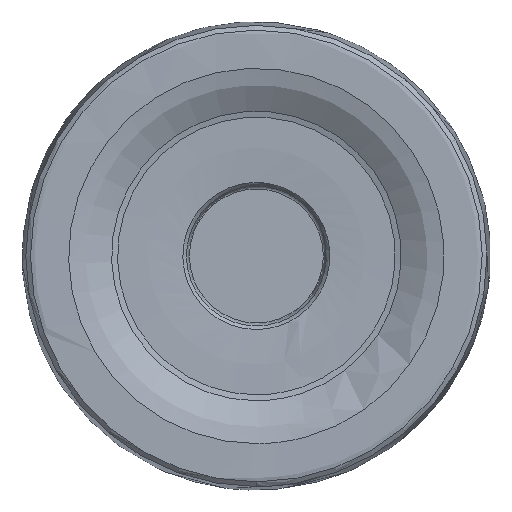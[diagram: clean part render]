
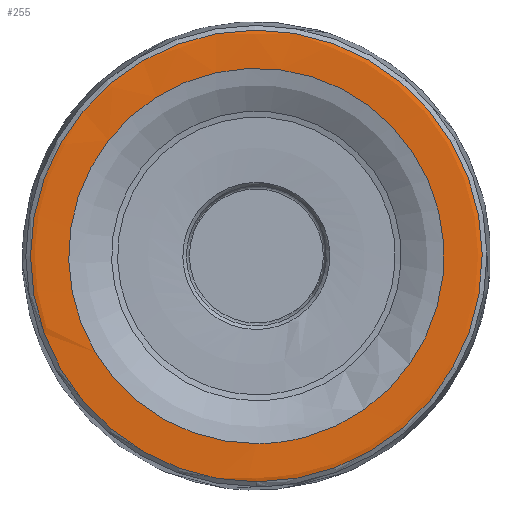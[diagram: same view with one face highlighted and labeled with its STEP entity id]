
A CAD part, left-side view. The second image highlights one B-rep face of the part: STEP entity #255.
In plain terms, the highlighted face is a revolution surface.
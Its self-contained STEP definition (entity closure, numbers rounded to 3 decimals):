
#24=SURFACE_OF_REVOLUTION('',#52,#38);
#38=AXIS1_PLACEMENT('',#802,#692);
#52=B_SPLINE_CURVE_WITH_KNOTS('',3,(#790,#791,#792,#793,#794,#795,#796,
#797,#798,#799,#800,#801),.UNSPECIFIED.,.F.,.F.,(4,2,2,2,2,4),(0.,0.125,
0.25,0.5,0.75,1.),.UNSPECIFIED.);
#255=ADVANCED_FACE('',(#308,#309),#24,.T.);
#308=FACE_BOUND('',#372,.T.);
#309=FACE_BOUND('',#373,.T.);
#372=EDGE_LOOP('',(#436));
#373=EDGE_LOOP('',(#437));
#436=ORIENTED_EDGE('',*,*,#514,.F.);
#437=ORIENTED_EDGE('',*,*,#515,.T.);
#482=VERTEX_POINT('',#787);
#483=VERTEX_POINT('',#789);
#514=EDGE_CURVE('',#482,#482,#546,.T.);
#515=EDGE_CURVE('',#483,#483,#547,.T.);
#546=CIRCLE('',#598,13.496);
#547=CIRCLE('',#599,11.215);
#598=AXIS2_PLACEMENT_3D('',#786,#688,#689);
#599=AXIS2_PLACEMENT_3D('',#788,#690,#691);
#688=DIRECTION('',(1.,0.,0.));
#689=DIRECTION('',(0.,0.,-1.));
#690=DIRECTION('',(1.,0.,0.));
#691=DIRECTION('',(0.,0.,-1.));
#692=DIRECTION('',(1.,0.,0.));
#786=CARTESIAN_POINT('',(0.084,0.,0.));
#787=CARTESIAN_POINT('',(0.084,0.,-13.496));
#788=CARTESIAN_POINT('',(0.037,0.,0.));
#789=CARTESIAN_POINT('',(0.037,0.,-11.215));
#790=CARTESIAN_POINT('',(0.037,-11.205,0.468));
#791=CARTESIAN_POINT('',(0.046,-11.3,0.448));
#792=CARTESIAN_POINT('',(0.039,-11.397,0.43));
#793=CARTESIAN_POINT('',(0.036,-11.589,0.393));
#794=CARTESIAN_POINT('',(0.035,-11.685,0.375));
#795=CARTESIAN_POINT('',(0.033,-11.972,0.319));
#796=CARTESIAN_POINT('',(0.033,-12.164,0.282));
#797=CARTESIAN_POINT('',(0.014,-12.549,0.21));
#798=CARTESIAN_POINT('',(0.002,-12.741,0.175));
#799=CARTESIAN_POINT('',(0.004,-13.125,0.1));
#800=CARTESIAN_POINT('',(0.02,-13.316,0.06));
#801=CARTESIAN_POINT('',(0.084,-13.496,0.015));
#802=CARTESIAN_POINT('',(0.,0.,0.));
